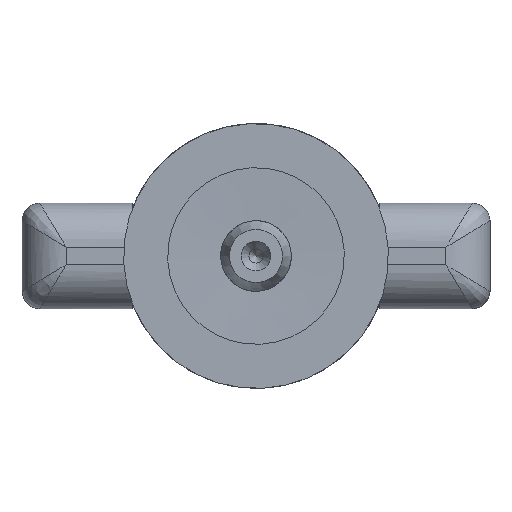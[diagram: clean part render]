
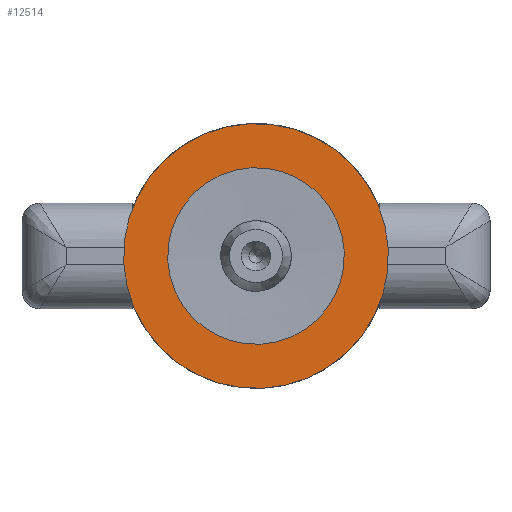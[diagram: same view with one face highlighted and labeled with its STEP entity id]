
A CAD part, front view. The second image highlights one B-rep face of the part: STEP entity #12514.
In plain terms, the highlighted face is planar.
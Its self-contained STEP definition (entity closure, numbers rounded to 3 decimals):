
#2904=PLANE('',#13440);
#3079=FACE_BOUND('',#4623,.T.);
#3809=FACE_OUTER_BOUND('',#4622,.T.);
#4622=EDGE_LOOP('',(#11737));
#4623=EDGE_LOOP('',(#11738));
#4927=CIRCLE('',#13423,15.);
#4934=CIRCLE('',#13437,10.);
#6147=VERTEX_POINT('',#40383);
#6154=VERTEX_POINT('',#40404);
#8009=EDGE_CURVE('',#6147,#6147,#4927,.T.);
#8016=EDGE_CURVE('',#6154,#6154,#4934,.T.);
#11737=ORIENTED_EDGE('',*,*,#8009,.T.);
#11738=ORIENTED_EDGE('',*,*,#8016,.F.);
#12514=ADVANCED_FACE('',(#3809,#3079),#2904,.F.);
#13423=AXIS2_PLACEMENT_3D('',#40384,#15853,#15854);
#13437=AXIS2_PLACEMENT_3D('',#40405,#15881,#15882);
#13440=AXIS2_PLACEMENT_3D('',#40409,#15887,#15888);
#15853=DIRECTION('center_axis',(0.,0.,-1.));
#15854=DIRECTION('ref_axis',(-1.,0.,0.));
#15881=DIRECTION('center_axis',(0.,0.,-1.));
#15882=DIRECTION('ref_axis',(-1.,0.,0.));
#15887=DIRECTION('center_axis',(0.,0.,1.));
#15888=DIRECTION('ref_axis',(1.,0.,0.));
#40383=CARTESIAN_POINT('',(15.,0.,0.));
#40384=CARTESIAN_POINT('Origin',(0.,0.,0.));
#40404=CARTESIAN_POINT('',(10.,0.,0.));
#40405=CARTESIAN_POINT('Origin',(0.,0.,0.));
#40409=CARTESIAN_POINT('Origin',(0.,0.,0.));
